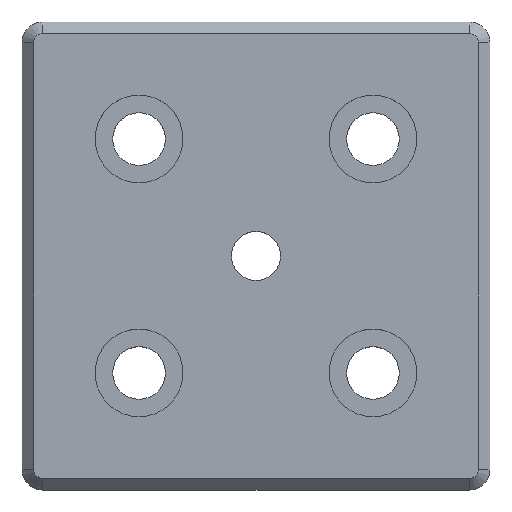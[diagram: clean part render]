
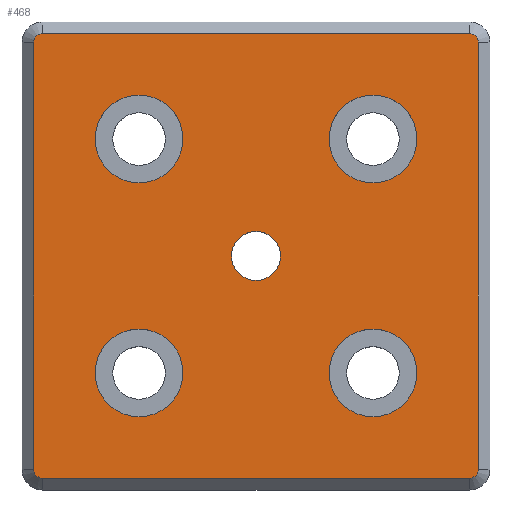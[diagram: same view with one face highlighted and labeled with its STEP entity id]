
A CAD part, top view. The second image highlights one B-rep face of the part: STEP entity #468.
In plain terms, the highlighted planar face has unit normal (0, 0, 1).
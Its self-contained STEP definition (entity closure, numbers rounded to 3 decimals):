
#15=FACE_BOUND('',#129,.T.);
#16=FACE_BOUND('',#130,.T.);
#17=FACE_BOUND('',#131,.T.);
#18=FACE_BOUND('',#132,.T.);
#19=FACE_BOUND('',#133,.T.);
#51=CIRCLE('',#491,1.5);
#54=CIRCLE('',#495,1.5);
#55=CIRCLE('',#499,1.5);
#58=CIRCLE('',#503,1.5);
#61=CIRCLE('',#512,7.5);
#62=CIRCLE('',#513,7.5);
#63=CIRCLE('',#514,7.5);
#64=CIRCLE('',#515,7.5);
#65=CIRCLE('',#516,4.188);
#97=FACE_OUTER_BOUND('',#128,.T.);
#128=EDGE_LOOP('',(#374,#375,#376,#377,#378,#379,#380,#381));
#129=EDGE_LOOP('',(#382));
#130=EDGE_LOOP('',(#383));
#131=EDGE_LOOP('',(#384));
#132=EDGE_LOOP('',(#385));
#133=EDGE_LOOP('',(#386));
#171=LINE('',#708,#199);
#177=LINE('',#728,#205);
#181=LINE('',#735,#209);
#185=LINE('',#750,#213);
#199=VECTOR('',#555,73.);
#205=VECTOR('',#575,73.);
#209=VECTOR('',#581,73.);
#213=VECTOR('',#599,73.);
#227=VERTEX_POINT('',#705);
#228=VERTEX_POINT('',#707);
#231=VERTEX_POINT('',#714);
#232=VERTEX_POINT('',#719);
#235=VERTEX_POINT('',#726);
#236=VERTEX_POINT('',#731);
#239=VERTEX_POINT('',#738);
#240=VERTEX_POINT('',#743);
#247=VERTEX_POINT('',#770);
#248=VERTEX_POINT('',#772);
#249=VERTEX_POINT('',#774);
#250=VERTEX_POINT('',#776);
#251=VERTEX_POINT('',#778);
#269=EDGE_CURVE('',#227,#228,#171,.T.);
#273=EDGE_CURVE('',#231,#227,#51,.T.);
#277=EDGE_CURVE('',#228,#232,#54,.T.);
#279=EDGE_CURVE('',#235,#231,#177,.T.);
#283=EDGE_CURVE('',#232,#236,#181,.T.);
#285=EDGE_CURVE('',#239,#235,#55,.T.);
#289=EDGE_CURVE('',#236,#240,#58,.T.);
#291=EDGE_CURVE('',#240,#239,#185,.T.);
#301=EDGE_CURVE('',#247,#247,#61,.T.);
#302=EDGE_CURVE('',#248,#248,#62,.T.);
#303=EDGE_CURVE('',#249,#249,#63,.T.);
#304=EDGE_CURVE('',#250,#250,#64,.T.);
#305=EDGE_CURVE('',#251,#251,#65,.T.);
#374=ORIENTED_EDGE('',*,*,#269,.F.);
#375=ORIENTED_EDGE('',*,*,#273,.F.);
#376=ORIENTED_EDGE('',*,*,#279,.F.);
#377=ORIENTED_EDGE('',*,*,#285,.F.);
#378=ORIENTED_EDGE('',*,*,#291,.F.);
#379=ORIENTED_EDGE('',*,*,#289,.F.);
#380=ORIENTED_EDGE('',*,*,#283,.F.);
#381=ORIENTED_EDGE('',*,*,#277,.F.);
#382=ORIENTED_EDGE('',*,*,#301,.T.);
#383=ORIENTED_EDGE('',*,*,#302,.T.);
#384=ORIENTED_EDGE('',*,*,#303,.T.);
#385=ORIENTED_EDGE('',*,*,#304,.T.);
#386=ORIENTED_EDGE('',*,*,#305,.T.);
#448=PLANE('',#511);
#468=ADVANCED_FACE('',(#97,#15,#16,#17,#18,#19),#448,.T.);
#491=AXIS2_PLACEMENT_3D('',#716,#561,#562);
#495=AXIS2_PLACEMENT_3D('',#723,#570,#571);
#499=AXIS2_PLACEMENT_3D('',#740,#585,#586);
#503=AXIS2_PLACEMENT_3D('',#747,#594,#595);
#511=AXIS2_PLACEMENT_3D('',#769,#619,#620);
#512=AXIS2_PLACEMENT_3D('',#771,#621,#622);
#513=AXIS2_PLACEMENT_3D('',#773,#623,#624);
#514=AXIS2_PLACEMENT_3D('',#775,#625,#626);
#515=AXIS2_PLACEMENT_3D('',#777,#627,#628);
#516=AXIS2_PLACEMENT_3D('',#779,#629,#630);
#555=DIRECTION('',(-1.,0.,0.));
#561=DIRECTION('center_axis',(0.,0.,-1.));
#562=DIRECTION('ref_axis',(0.707,-0.707,0.));
#570=DIRECTION('center_axis',(0.,0.,-1.));
#571=DIRECTION('ref_axis',(-0.707,-0.707,0.));
#575=DIRECTION('',(0.,-1.,0.));
#581=DIRECTION('',(0.,1.,0.));
#585=DIRECTION('center_axis',(0.,0.,-1.));
#586=DIRECTION('ref_axis',(0.707,0.707,0.));
#594=DIRECTION('center_axis',(0.,0.,-1.));
#595=DIRECTION('ref_axis',(-0.707,0.707,0.));
#599=DIRECTION('',(1.,0.,0.));
#619=DIRECTION('center_axis',(0.,0.,1.));
#620=DIRECTION('ref_axis',(1.,0.,0.));
#621=DIRECTION('center_axis',(0.,0.,-1.));
#622=DIRECTION('ref_axis',(1.,0.,0.));
#623=DIRECTION('center_axis',(0.,0.,-1.));
#624=DIRECTION('ref_axis',(1.,0.,0.));
#625=DIRECTION('center_axis',(0.,0.,-1.));
#626=DIRECTION('ref_axis',(1.,0.,0.));
#627=DIRECTION('center_axis',(0.,0.,-1.));
#628=DIRECTION('ref_axis',(1.,0.,0.));
#629=DIRECTION('center_axis',(0.,0.,-1.));
#630=DIRECTION('ref_axis',(1.,0.,0.));
#705=CARTESIAN_POINT('',(36.5,-38.,7.5));
#707=CARTESIAN_POINT('',(-36.5,-38.,7.5));
#708=CARTESIAN_POINT('',(-20.,-38.,7.5));
#714=CARTESIAN_POINT('',(38.,-36.5,7.5));
#716=CARTESIAN_POINT('Origin',(36.5,-36.5,7.5));
#719=CARTESIAN_POINT('',(-38.,-36.5,7.5));
#723=CARTESIAN_POINT('Origin',(-36.5,-36.5,7.5));
#726=CARTESIAN_POINT('',(38.,36.5,7.5));
#728=CARTESIAN_POINT('',(38.,-20.,7.5));
#731=CARTESIAN_POINT('',(-38.,36.5,7.5));
#735=CARTESIAN_POINT('',(-38.,20.,7.5));
#738=CARTESIAN_POINT('',(36.5,38.,7.5));
#740=CARTESIAN_POINT('Origin',(36.5,36.5,7.5));
#743=CARTESIAN_POINT('',(-36.5,38.,7.5));
#747=CARTESIAN_POINT('Origin',(-36.5,36.5,7.5));
#750=CARTESIAN_POINT('',(20.,38.,7.5));
#769=CARTESIAN_POINT('Origin',(0.,0.,
7.5));
#770=CARTESIAN_POINT('',(27.5,-20.,7.5));
#771=CARTESIAN_POINT('Origin',(20.,-20.,7.5));
#772=CARTESIAN_POINT('',(-12.5,20.,7.5));
#773=CARTESIAN_POINT('Origin',(-20.,20.,7.5));
#774=CARTESIAN_POINT('',(-12.5,-20.,7.5));
#775=CARTESIAN_POINT('Origin',(-20.,-20.,7.5));
#776=CARTESIAN_POINT('',(27.5,20.,7.5));
#777=CARTESIAN_POINT('Origin',(20.,20.,7.5));
#778=CARTESIAN_POINT('',(4.188,0.,7.5));
#779=CARTESIAN_POINT('Origin',(0.,0.,7.5));
